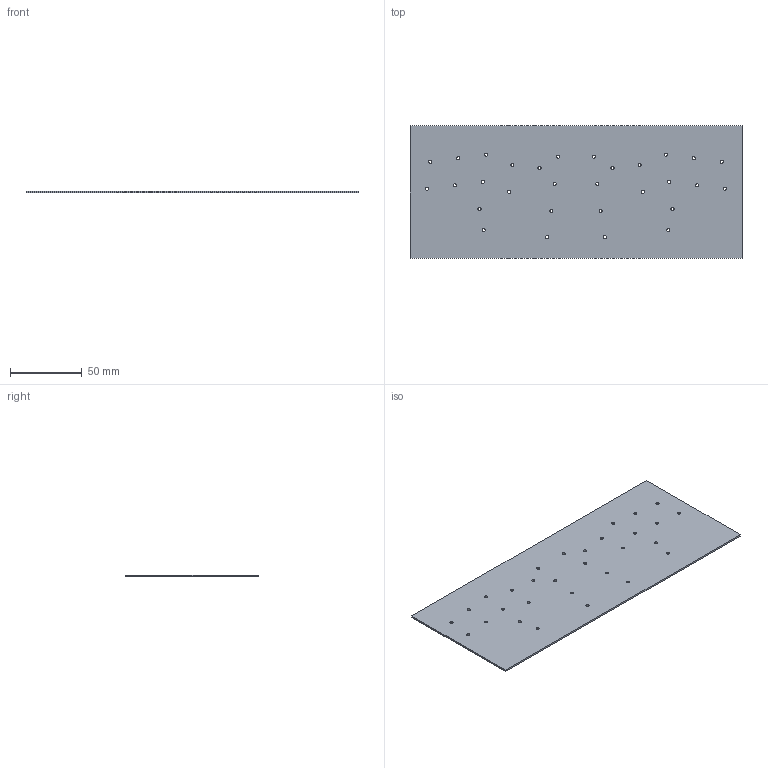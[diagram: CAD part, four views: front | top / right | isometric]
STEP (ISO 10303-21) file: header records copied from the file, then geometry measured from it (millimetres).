
FILE_DESCRIPTION(('KiCad electronic assembly'),'2;1');
FILE_NAME('plate_3_thumbs-3D.step','2024-02-03T19:19:03',('Pcbnew'),( 'Kicad'),'Open CASCADE STEP processor 7.6','KiCad to STEP converter' ,'Unknown');
FILE_SCHEMA(('AUTOMOTIVE_DESIGN { 1 0 10303 214 1 1 1 1 }'));
Length unit declared in the file: millimetre
Products named in the file (2): plate_3_thumbs-3D 1; tmpjk2d4uom PCB
Assembly tree (1 placements, depth 2):
  plate_3_thumbs-3D 1
    tmpjk2d4uom PCB
Bounding box: 231.84 x 92.69 x 1.2 mm (x, y, z)
Volume: 25648.8 mm3; surface area: 43775.7 mm2
Topology: 1 solids, 1 shells, 36 faces, 102 edges, 68 vertices
Faces by surface type: cylinder 30, plane 6
Full cylindrical faces by diameter (mm): 2.2 x30
Entity records: 2879 total; most frequent: CARTESIAN_POINT 772, DIRECTION 382, ORIENTED_EDGE 204, PCURVE 204, DEFINITIONAL_REPRESENTATION 204, LINE 186, VECTOR 186, EDGE_CURVE 102
